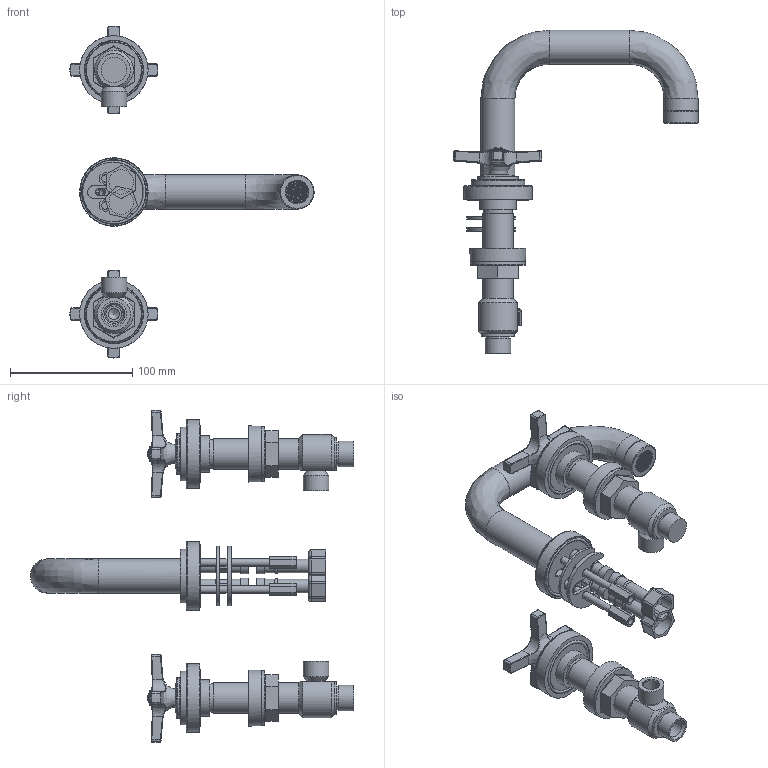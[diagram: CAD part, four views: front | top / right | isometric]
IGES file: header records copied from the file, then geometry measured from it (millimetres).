
Global section: file name: V7K14-XF-NP; native system: Autodesk Inventor 2018; preprocessor: unknown; author: aduggalther; date: 20180910.121444; units: millimetre
Bounding box: 200 x 264.8 x 272 mm (x, y, z)
Volume: 414812.5 mm3; surface area: 209481.1 mm2
Topology: 50 solids, 50 shells, 2712 faces, 7007 edges, 4514 vertices
Faces by surface type: bspline 2712
